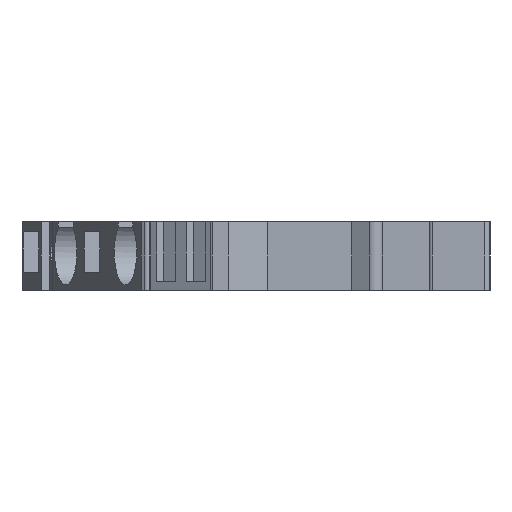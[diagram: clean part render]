
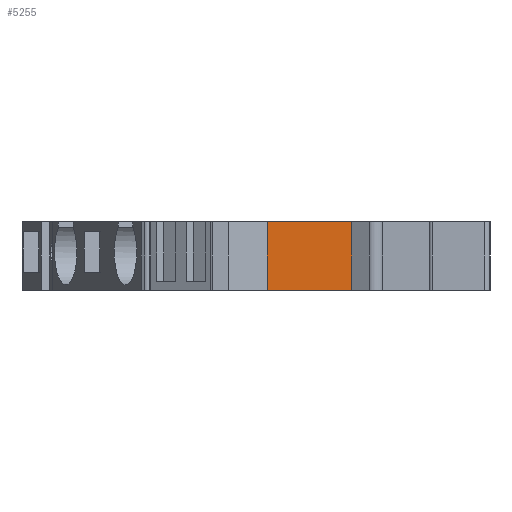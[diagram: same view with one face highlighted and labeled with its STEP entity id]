
A CAD part, left-side view. The second image highlights one B-rep face of the part: STEP entity #5255.
In plain terms, the highlighted planar face has unit normal (-1, 0, 0).
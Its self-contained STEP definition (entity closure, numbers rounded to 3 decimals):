
#421=DIRECTION('',(0.,1.,0.));
#422=VECTOR('',#421,7.516);
#423=CARTESIAN_POINT('',(-44.5,5.446,0.));
#424=LINE('',#423,#422);
#1037=DIRECTION('',(0.,1.,0.));
#1038=VECTOR('',#1037,7.516);
#1039=CARTESIAN_POINT('',(-44.5,5.446,-6.1));
#1040=LINE('',#1039,#1038);
#1845=DIRECTION('',(0.,0.,1.));
#1846=VECTOR('',#1845,6.1);
#1847=CARTESIAN_POINT('',(-44.5,5.446,-6.1));
#1848=LINE('',#1847,#1846);
#1849=DIRECTION('',(0.,0.,-1.));
#1850=VECTOR('',#1849,6.1);
#1851=CARTESIAN_POINT('',(-44.5,12.962,0.));
#1852=LINE('',#1851,#1850);
#2233=CARTESIAN_POINT('',(-44.5,12.962,0.));
#2235=VERTEX_POINT('',#2233);
#2237=CARTESIAN_POINT('',(-44.5,12.962,-6.1));
#2238=VERTEX_POINT('',#2237);
#2393=CARTESIAN_POINT('',(-44.5,5.446,-6.1));
#2394=CARTESIAN_POINT('',(-44.5,5.446,0.));
#2395=VERTEX_POINT('',#2393);
#2396=VERTEX_POINT('',#2394);
#5243=CARTESIAN_POINT('',(-44.5,0.,0.));
#5244=DIRECTION('',(1.,0.,0.));
#5245=DIRECTION('',(0.,1.,0.));
#5246=AXIS2_PLACEMENT_3D('',#5243,#5244,#5245);
#5247=PLANE('',#5246);
#5248=ORIENTED_EDGE('',*,*,#5235,.F.);
#5249=ORIENTED_EDGE('',*,*,#3823,.T.);
#5251=ORIENTED_EDGE('',*,*,#5250,.F.);
#5252=ORIENTED_EDGE('',*,*,#3099,.F.);
#5253=EDGE_LOOP('',(#5248,#5249,#5251,#5252));
#5254=FACE_OUTER_BOUND('',#5253,.F.);
#5255=ADVANCED_FACE('',(#5254),#5247,.F.);
#3099=EDGE_CURVE('',#2396,#2235,#424,.T.);
#3823=EDGE_CURVE('',#2395,#2238,#1040,.T.);
#5235=EDGE_CURVE('',#2395,#2396,#1848,.T.);
#5250=EDGE_CURVE('',#2235,#2238,#1852,.T.);
